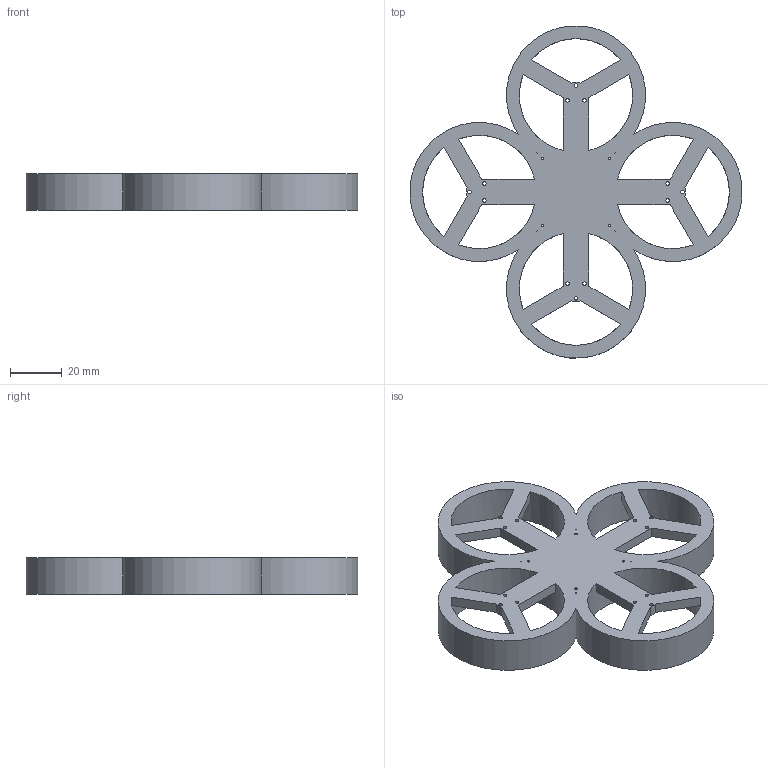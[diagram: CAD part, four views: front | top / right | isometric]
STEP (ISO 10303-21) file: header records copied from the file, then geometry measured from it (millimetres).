
FILE_DESCRIPTION(/* description */ (''),/* implementation_level */ '2;1');
FILE_NAME(/* name */ 'tini whgoop.stp',/* time_stamp */ '2025-12-19T08:50:41+01:00',/* author */ (''),/* organization */ (''),/* preprocessor_version */ 'ST-DEVELOPER v18.1',/* originating_system */ 'SIEMENS PLM Software NX 1973',/* authorisation */ '');
FILE_SCHEMA (('AP203_CONFIGURATION_CONTROLLED_3D_DESIGN_OF_MECHANICAL_PARTS_AND_ASSEMBLIES_MIM_LF { 1 0 10303 403 2 1 2}'));
Length unit declared in the file: millimetre
Products named in the file (1): peni52308DA0ib1k
Bounding box: 128.8 x 128.8 x 14 mm (x, y, z)
Volume: 48915.9 mm3; surface area: 28283.1 mm2
Topology: 1 solids, 1 shells, 79 faces, 256 edges, 168 vertices
Faces by surface type: plane 43, cylinder 36
Full cylindrical faces by diameter (mm): 1 x4, 1.4 x12, 44 x4
Entity records: 2916 total; most frequent: DIRECTION 484, CARTESIAN_POINT 476, ORIENTED_EDGE 464, EDGE_CURVE 232, AXIS2_PLACEMENT_3D 172, VERTEX_POINT 164, EDGE_LOOP 152, LINE 140
